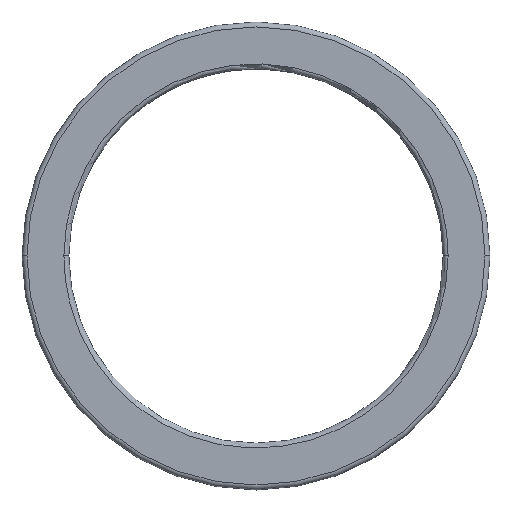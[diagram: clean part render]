
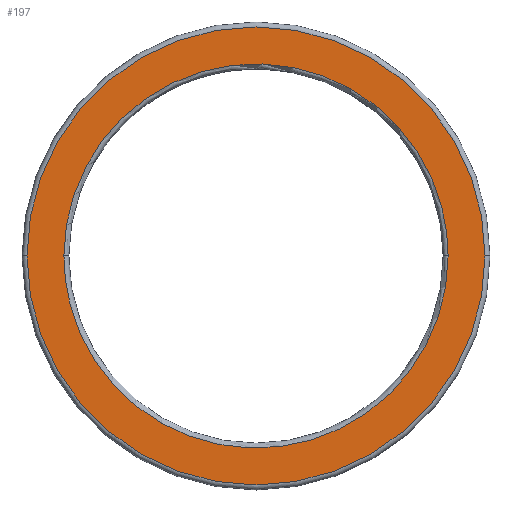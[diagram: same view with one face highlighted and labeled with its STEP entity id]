
A CAD part, top view. The second image highlights one B-rep face of the part: STEP entity #197.
In plain terms, the highlighted planar face has unit normal (0, 0, 1).
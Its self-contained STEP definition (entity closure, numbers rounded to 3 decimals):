
#54=AXIS2_PLACEMENT_3D('Circle Axis2P3D',#52,#53,$) ;
#123=AXIS2_PLACEMENT_3D('Circle Axis2P3D',#121,#122,$) ;
#137=AXIS2_PLACEMENT_3D('Plane Axis2P3D',#134,#135,#136) ;
#49=CARTESIAN_POINT('Vertex',(0.2,9.5,2.)) ;
#52=CARTESIAN_POINT('Axis2P3D Location',(9.5,9.5,2.)) ;
#56=CARTESIAN_POINT('Vertex',(18.8,9.5,2.)) ;
#121=CARTESIAN_POINT('Axis2P3D Location',(9.5,9.5,2.)) ;
#134=CARTESIAN_POINT('Axis2P3D Location',(9.5,9.5,2.)) ;
#144=CARTESIAN_POINT('Control Point',(17.3,9.5,2.)) ;
#145=CARTESIAN_POINT('Control Point',(17.3,8.679,2.)) ;
#146=CARTESIAN_POINT('Control Point',(17.192,7.858,2.)) ;
#147=CARTESIAN_POINT('Control Point',(16.976,7.056,2.)) ;
#148=CARTESIAN_POINT('Control Point',(16.338,5.528,2.)) ;
#149=CARTESIAN_POINT('Control Point',(15.327,4.217,2.)) ;
#150=CARTESIAN_POINT('Control Point',(14.737,3.632,2.)) ;
#151=CARTESIAN_POINT('Control Point',(13.418,2.631,2.)) ;
#152=CARTESIAN_POINT('Control Point',(11.885,2.005,2.)) ;
#153=CARTESIAN_POINT('Control Point',(11.081,1.795,2.)) ;
#154=CARTESIAN_POINT('Control Point',(9.438,1.592,2.)) ;
#155=CARTESIAN_POINT('Control Point',(7.798,1.821,2.)) ;
#156=CARTESIAN_POINT('Control Point',(6.997,2.044,2.)) ;
#157=CARTESIAN_POINT('Control Point',(5.474,2.693,2.)) ;
#158=CARTESIAN_POINT('Control Point',(4.171,3.715,2.)) ;
#159=CARTESIAN_POINT('Control Point',(3.591,4.309,2.)) ;
#160=CARTESIAN_POINT('Control Point',(2.615,5.617,2.)) ;
#161=CARTESIAN_POINT('Control Point',(2.005,7.128,2.)) ;
#162=CARTESIAN_POINT('Control Point',(1.802,7.907,2.)) ;
#163=CARTESIAN_POINT('Control Point',(1.7,8.704,2.)) ;
#164=CARTESIAN_POINT('Control Point',(1.7,9.5,2.)) ;
#165=CARTESIAN_POINT('Vertex',(17.3,9.5,2.)) ;
#167=CARTESIAN_POINT('Vertex',(1.7,9.5,2.)) ;
#171=CARTESIAN_POINT('Control Point',(1.7,9.5,2.)) ;
#172=CARTESIAN_POINT('Control Point',(1.7,10.321,2.)) ;
#173=CARTESIAN_POINT('Control Point',(1.808,11.142,2.)) ;
#174=CARTESIAN_POINT('Control Point',(2.024,11.944,2.)) ;
#175=CARTESIAN_POINT('Control Point',(2.662,13.472,2.)) ;
#176=CARTESIAN_POINT('Control Point',(3.673,14.783,2.)) ;
#177=CARTESIAN_POINT('Control Point',(4.263,15.368,2.)) ;
#178=CARTESIAN_POINT('Control Point',(5.582,16.369,2.)) ;
#179=CARTESIAN_POINT('Control Point',(7.115,16.995,2.)) ;
#180=CARTESIAN_POINT('Control Point',(7.919,17.205,2.)) ;
#181=CARTESIAN_POINT('Control Point',(9.562,17.408,2.)) ;
#182=CARTESIAN_POINT('Control Point',(11.202,17.179,2.)) ;
#183=CARTESIAN_POINT('Control Point',(12.003,16.956,2.)) ;
#184=CARTESIAN_POINT('Control Point',(13.526,16.307,2.)) ;
#185=CARTESIAN_POINT('Control Point',(14.829,15.285,2.)) ;
#186=CARTESIAN_POINT('Control Point',(15.409,14.691,2.)) ;
#187=CARTESIAN_POINT('Control Point',(16.385,13.383,2.)) ;
#188=CARTESIAN_POINT('Control Point',(16.995,11.872,2.)) ;
#189=CARTESIAN_POINT('Control Point',(17.198,11.093,2.)) ;
#190=CARTESIAN_POINT('Control Point',(17.3,10.296,2.)) ;
#191=CARTESIAN_POINT('Control Point',(17.3,9.5,2.)) ;
#53=DIRECTION('Axis2P3D Direction',(0.,0.,1.)) ;
#122=DIRECTION('Axis2P3D Direction',(0.,0.,1.)) ;
#135=DIRECTION('Axis2P3D Direction',(0.,0.,1.)) ;
#136=DIRECTION('Axis2P3D XDirection',(1.,0.,0.)) ;
#140=ORIENTED_EDGE('',*,*,#58,.T.) ;
#141=ORIENTED_EDGE('',*,*,#125,.T.) ;
#194=ORIENTED_EDGE('',*,*,#169,.T.) ;
#195=ORIENTED_EDGE('',*,*,#192,.T.) ;
#196=FACE_BOUND('',#193,.T.) ;
#197=ADVANCED_FACE('Verrundung1',(#142,#196),#138,.T.) ;
#143=B_SPLINE_CURVE_WITH_KNOTS('',5,(#144,#145,#146,#147,#148,#149,#150,#151,#152,#153,#154,#155,#156,#157,#158,#159,#160,#161,#162,#163,#164),.UNSPECIFIED.,.F.,.U.,(6,3,3,3,3,3,6),(0.,5.821,11.642,17.464,23.285,29.106,34.753),.UNSPECIFIED.) ;
#170=B_SPLINE_CURVE_WITH_KNOTS('',5,(#171,#172,#173,#174,#175,#176,#177,#178,#179,#180,#181,#182,#183,#184,#185,#186,#187,#188,#189,#190,#191),.UNSPECIFIED.,.F.,.U.,(6,3,3,3,3,3,6),(0.,5.821,11.642,17.464,23.285,29.106,34.753),.UNSPECIFIED.) ;
#55=CIRCLE('generated circle',#54,9.3) ;
#124=CIRCLE('generated circle',#123,9.3) ;
#58=EDGE_CURVE('',#57,#50,#55,.T.) ;
#125=EDGE_CURVE('',#50,#57,#124,.T.) ;
#169=EDGE_CURVE('',#166,#168,#143,.T.) ;
#192=EDGE_CURVE('',#168,#166,#170,.T.) ;
#139=EDGE_LOOP('',(#140,#141)) ;
#193=EDGE_LOOP('',(#194,#195)) ;
#142=FACE_OUTER_BOUND('',#139,.T.) ;
#138=PLANE('',#137) ;
#50=VERTEX_POINT('',#49) ;
#57=VERTEX_POINT('',#56) ;
#166=VERTEX_POINT('',#165) ;
#168=VERTEX_POINT('',#167) ;
